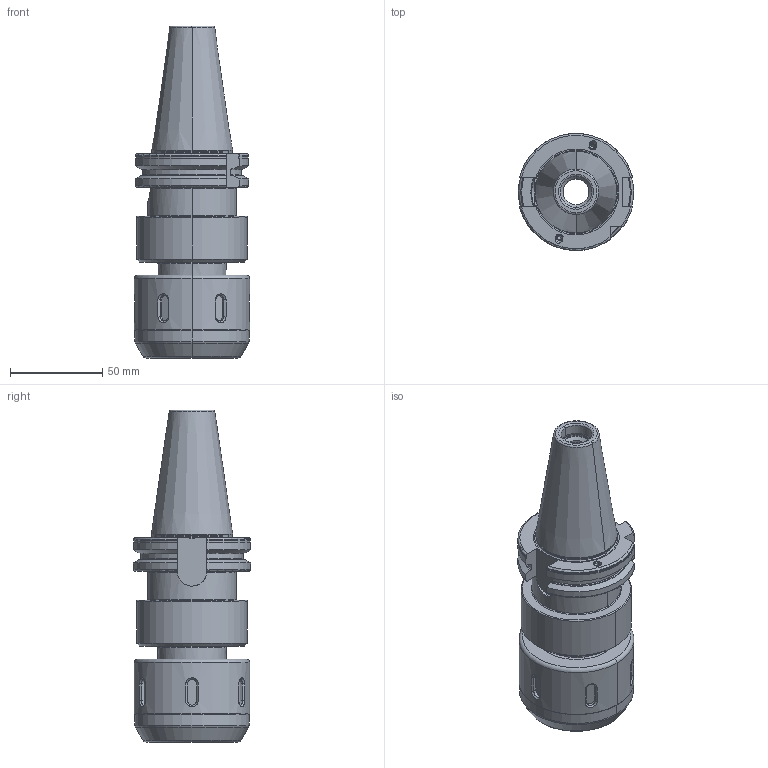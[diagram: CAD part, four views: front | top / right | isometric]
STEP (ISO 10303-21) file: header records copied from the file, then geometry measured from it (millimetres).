
FILE_DESCRIPTION((''),'2;1');
FILE_NAME('DC_403_64_25','2020-12-01T',('101107'),(''),'CREO PARAMETRIC BY PTC INC, 2016260','CREO PARAMETRIC BY PTC INC, 2016260','');
FILE_SCHEMA(('CONFIG_CONTROL_DESIGN'));
Length unit declared in the file: millimetre
Products named in the file (1): DC_403_64_25
Bounding box: 62.5 x 63.54 x 180.23 mm (x, y, z)
Volume: 283493.5 mm3; surface area: 74943.2 mm2
Topology: 2 solids, 26 shells, 443 faces, 997 edges, 591 vertices
Faces by surface type: cylinder 145, plane 126, cone 102, torus 58, bspline 12
Entity records: 15930 total; most frequent: CARTESIAN_POINT 6209, DIRECTION 2123, ORIENTED_EDGE 1894, EDGE_CURVE 947, AXIS2_PLACEMENT_3D 850, VERTEX_POINT 591, EDGE_LOOP 482, FACE_OUTER_BOUND 443
